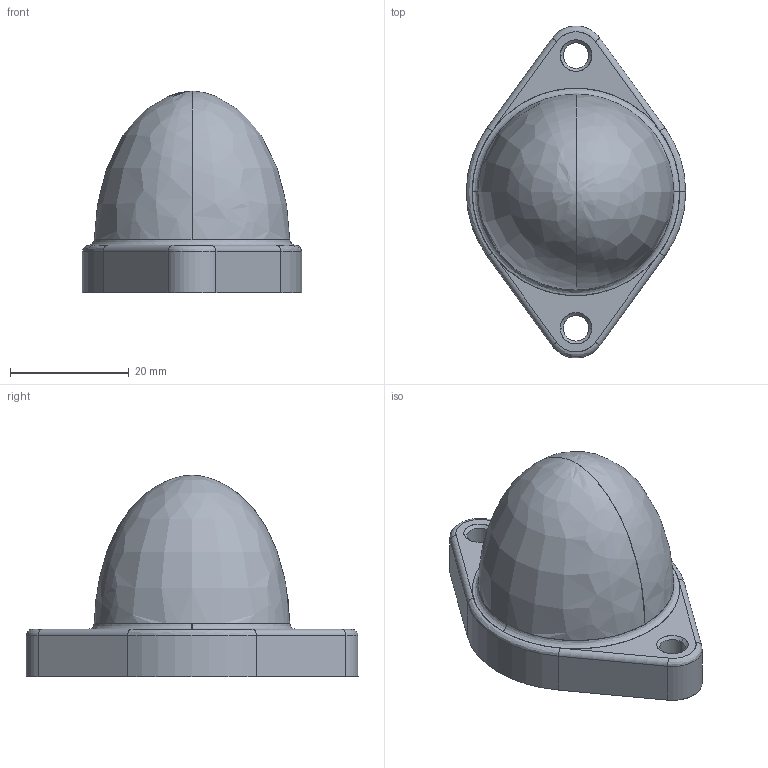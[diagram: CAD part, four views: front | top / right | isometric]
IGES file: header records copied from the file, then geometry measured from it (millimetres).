
Start section: SolidWorks IGES file using analytic representation for surfaces
Global section: file name: TaiStar_lights.IGS; native system: SolidWorks 2017; preprocessor: SolidWorks 2017; author: R; date: 180228.143902; units: millimetre
Bounding box: 37 x 56 x 34 mm (x, y, z)
Surface area: 5419.4 mm2 (no closed solid volume)
Topology: 0 solids, 0 shells, 32 faces, 388 edges, 386 vertices
Faces by surface type: revolution 17, bspline 15
